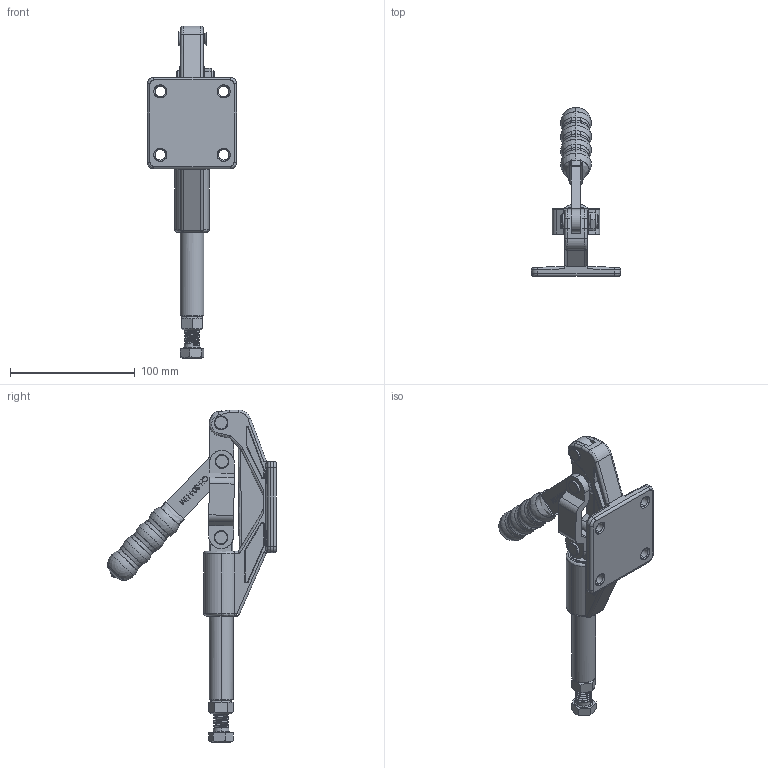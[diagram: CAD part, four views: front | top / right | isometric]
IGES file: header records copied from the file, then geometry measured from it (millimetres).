
Start section: SolidWorks IGES file using analytic representation for surfaces
Global section: file name: GP-195200.IGS; native system: SolidWorks 2019; preprocessor: SolidWorks 2019; author: Engenharia; date: 210210.114427; units: millimetre
Bounding box: 71.4 x 135.44 x 266.28 mm (x, y, z)
Surface area: 83325.7 mm2 (no closed solid volume)
Topology: 0 solids, 0 shells, 2476 faces, 23948 edges, 23933 vertices
Faces by surface type: bspline 1592, revolution 884
